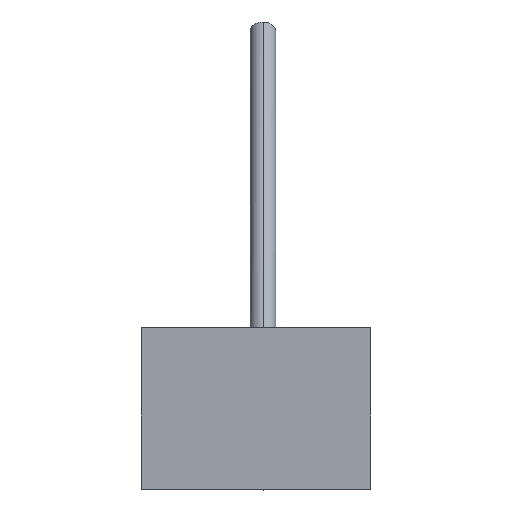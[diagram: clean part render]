
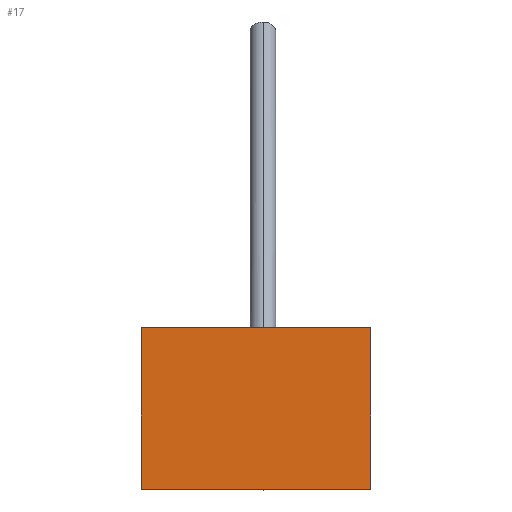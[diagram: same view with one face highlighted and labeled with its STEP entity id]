
A CAD part, front view. The second image highlights one B-rep face of the part: STEP entity #17.
In plain terms, the highlighted planar face has unit normal (0, -1, 0).
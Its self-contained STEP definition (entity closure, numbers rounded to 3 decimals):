
#17=ADVANCED_FACE('',(#28),#149,.T.);
#28=FACE_OUTER_BOUND('',#39,.T.);
#39=EDGE_LOOP('',(#55,#56,#57,#58));
#55=ORIENTED_EDGE('',*,*,#96,.T.);
#56=ORIENTED_EDGE('',*,*,#97,.T.);
#57=ORIENTED_EDGE('',*,*,#98,.T.);
#58=ORIENTED_EDGE('',*,*,#99,.T.);
#96=EDGE_CURVE('',#138,#137,#115,.T.);
#97=EDGE_CURVE('',#137,#139,#116,.T.);
#98=EDGE_CURVE('',#139,#140,#117,.T.);
#99=EDGE_CURVE('',#140,#138,#118,.T.);
#115=B_SPLINE_CURVE_WITH_KNOTS('',1,(#319,#320),.UNSPECIFIED.,.F.,.F.,(2,
2),(0.,60.487),.UNSPECIFIED.);
#116=B_SPLINE_CURVE_WITH_KNOTS('',1,(#321,#322),.UNSPECIFIED.,.F.,.F.,(2,
2),(60.487,103.115),.UNSPECIFIED.);
#117=B_SPLINE_CURVE_WITH_KNOTS('',1,(#323,#324),.UNSPECIFIED.,.F.,.F.,(2,
2),(103.115,163.602),.UNSPECIFIED.);
#118=B_SPLINE_CURVE_WITH_KNOTS('',1,(#325,#326),.UNSPECIFIED.,.F.,.F.,(2,
2),(163.602,206.23),.UNSPECIFIED.);
#137=VERTEX_POINT('',#289);
#138=VERTEX_POINT('',#290);
#139=VERTEX_POINT('',#291);
#140=VERTEX_POINT('',#292);
#149=PLANE('',#249);
#249=AXIS2_PLACEMENT_3D('',#277,#263,$);
#263=DIRECTION('',(0.,-1.,0.));
#277=CARTESIAN_POINT('',(30.244,-21.069,42.628));
#289=CARTESIAN_POINT('',(-30.244,-21.069,42.628));
#290=CARTESIAN_POINT('',(30.244,-21.069,42.628));
#291=CARTESIAN_POINT('',(-30.244,-21.069,0.));
#292=CARTESIAN_POINT('',(30.244,-21.069,0.));
#319=CARTESIAN_POINT('',(30.244,-21.069,42.628));
#320=CARTESIAN_POINT('',(-30.244,-21.069,42.628));
#321=CARTESIAN_POINT('',(-30.244,-21.069,42.628));
#322=CARTESIAN_POINT('',(-30.244,-21.069,0.));
#323=CARTESIAN_POINT('',(-30.244,-21.069,0.));
#324=CARTESIAN_POINT('',(30.244,-21.069,0.));
#325=CARTESIAN_POINT('',(30.244,-21.069,0.));
#326=CARTESIAN_POINT('',(30.244,-21.069,42.628));
